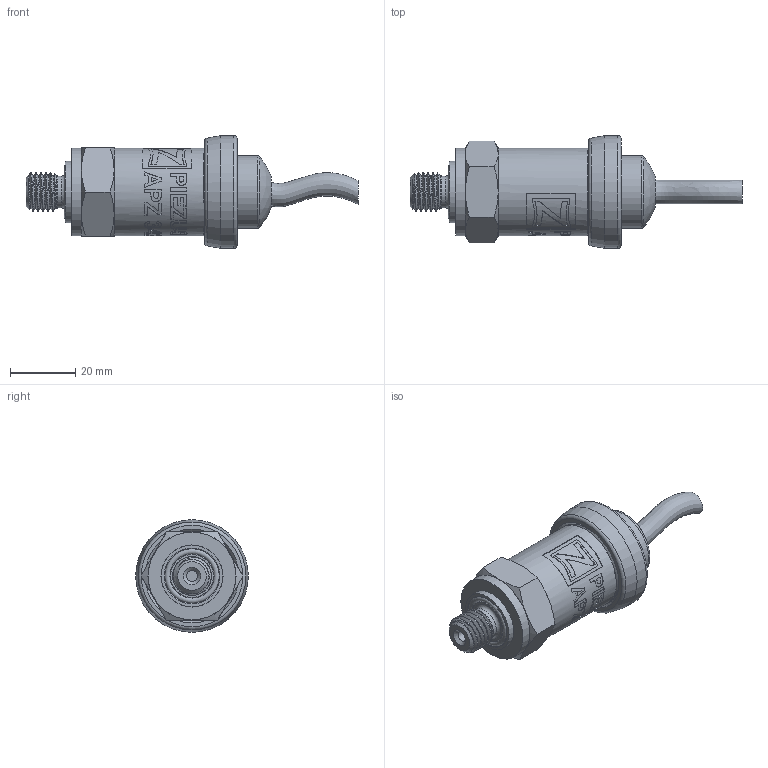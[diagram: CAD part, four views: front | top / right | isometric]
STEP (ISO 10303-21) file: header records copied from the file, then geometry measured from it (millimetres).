
FILE_DESCRIPTION(/* description */ (''),/* implementation_level */ '2;1');
FILE_NAME(/* name */ 'APZ3421_M12x1,5DIN_StainlessSteelCableGland.step',/* time_stamp */ '2021-06-23T14:43:04+03:00',/* author */ (''),/* organization */ (''),/* preprocessor_version */ 'ST-DEVELOPER v18.1',/* originating_system */ 'Autodesk Translation Framework v10.9.0.1377',/* authorisation */ '');
FILE_SCHEMA (('AUTOMOTIVE_DESIGN { 1 0 10303 214 3 1 1 }'));
Length unit declared in the file: millimetre
Products named in the file (4): APZ3421_M12x1,5DIN_StainlessSteelCableGland; M12x1,5 DIN; Stainless steel cable gland assembly v3; wire
Assembly tree (3 placements, depth 3):
  APZ3421_M12x1,5DIN_StainlessSteelCableGland
    M12x1,5 DIN
    Stainless steel cable gland assembly v3
      wire
Bounding box: 101.73 x 34.5 x 34.5 mm (x, y, z)
Volume: 38286.6 mm3; surface area: 10592.8 mm2
Topology: 3 solids, 3 shells, 361 faces, 976 edges, 647 vertices
Faces by surface type: bspline 225, cylinder 60, plane 35, cone 22, torus 18, sphere 1
Full cylindrical faces by diameter (mm): 3.3 x1, 9.8 x1, 10.137 x5, 11.85 x4, 13.5 x2, 16.7 x2, 22.3 x1, 24.5 x1, 25.132 x4, 25.526 x1, 26.85 x2, 27.208 x3, 27.7 x1, 34.5 x1
Entity records: 23058 total; most frequent: CARTESIAN_POINT 15166, ORIENTED_EDGE 1952, DIRECTION 1045, EDGE_CURVE 976, VERTEX_POINT 647, EDGE_LOOP 391, B_SPLINE_CURVE_WITH_KNOTS 389, LINE 365
